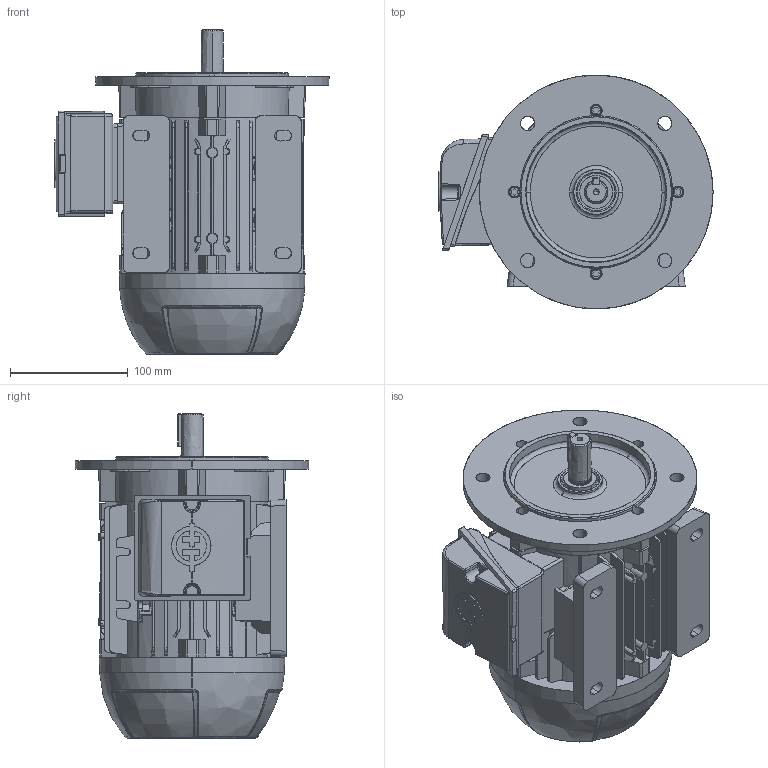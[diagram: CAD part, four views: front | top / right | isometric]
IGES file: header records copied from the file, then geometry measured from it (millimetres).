
Start section: SolidWorks IGES file using analytic representation for surfaces
Global section: file name: IEC80  B3D.igs; native system: SolidWorks 2018; preprocessor: SolidWorks 2018; author: dias; date: 211105.074603; units: millimetre
Bounding box: 233.23 x 198.9 x 276 mm (x, y, z)
Surface area: 447120.2 mm2 (no closed solid volume)
Topology: 0 solids, 0 shells, 2081 faces, 24255 edges, 24205 vertices
Faces by surface type: bspline 1333, revolution 748
